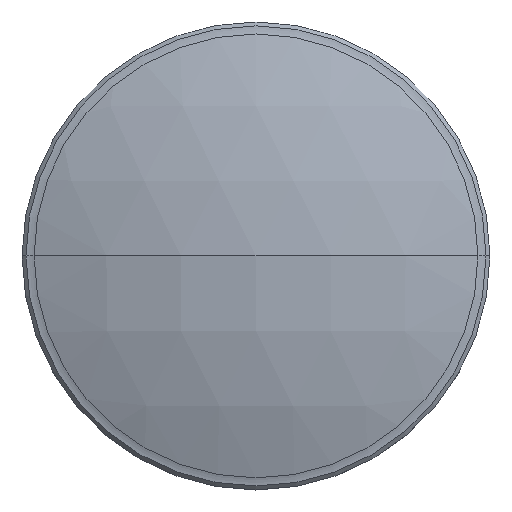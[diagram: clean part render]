
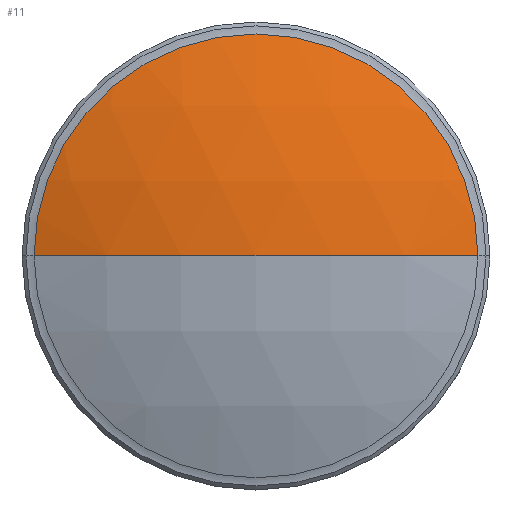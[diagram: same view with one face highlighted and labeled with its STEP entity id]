
A CAD part, top view. The second image highlights one B-rep face of the part: STEP entity #11.
In plain terms, the highlighted spherical face has radius 35.07 mm.
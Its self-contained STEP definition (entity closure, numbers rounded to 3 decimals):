
#11 = ADVANCED_FACE ( 'NONE', ( #316 ), #134, .T. ) ;
#12 = AXIS2_PLACEMENT_3D ( 'NONE', #272, #122, #242 ) ;
#17 = ORIENTED_EDGE ( 'NONE', *, *, #304, .T. ) ;
#21 = DIRECTION ( 'NONE',  ( 0., 1., 0. ) ) ;
#23 = CARTESIAN_POINT ( 'NONE',  ( 0., 0., -29.07 ) ) ;
#33 = DIRECTION ( 'NONE',  ( 0., 0., -1. ) ) ;
#59 = AXIS2_PLACEMENT_3D ( 'NONE', #23, #21, #260 ) ;
#81 = VERTEX_POINT ( 'NONE', #290 ) ;
#87 = AXIS2_PLACEMENT_3D ( 'NONE', #251, #306, #147 ) ;
#110 = VERTEX_POINT ( 'NONE', #125 ) ;
#122 = DIRECTION ( 'NONE',  ( 0., -1., 0. ) ) ;
#124 = EDGE_CURVE ( 'NONE', #307, #110, #157, .T. ) ;
#125 = CARTESIAN_POINT ( 'NONE',  ( -12.048, 0., 3.865 ) ) ;
#134 = SPHERICAL_SURFACE ( 'NONE', #59, 35.07 ) ;
#136 = AXIS2_PLACEMENT_3D ( 'NONE', #166, #33, #302 ) ;
#147 = DIRECTION ( 'NONE',  ( -1., 0., 0. ) ) ;
#157 = CIRCLE ( 'NONE', #12, 35.07 ) ;
#166 = CARTESIAN_POINT ( 'NONE',  ( 0., 0., 3.865 ) ) ;
#175 = CARTESIAN_POINT ( 'NONE',  ( 0., 0., 6. ) ) ;
#179 = EDGE_LOOP ( 'NONE', ( #199, #17, #315 ) ) ;
#199 = ORIENTED_EDGE ( 'NONE', *, *, #124, .F. ) ;
#242 = DIRECTION ( 'NONE',  ( 0., 0., -1. ) ) ;
#251 = CARTESIAN_POINT ( 'NONE',  ( 0., 0., -29.07 ) ) ;
#257 = EDGE_CURVE ( 'NONE', #110, #81, #279, .T. ) ;
#260 = DIRECTION ( 'NONE',  ( -1., 0., 0. ) ) ;
#272 = CARTESIAN_POINT ( 'NONE',  ( 0., 0., -29.07 ) ) ;
#279 = CIRCLE ( 'NONE', #136, 12.048 ) ;
#290 = CARTESIAN_POINT ( 'NONE',  ( 12.048, 0., 3.865 ) ) ;
#302 = DIRECTION ( 'NONE',  ( -1., 0., 0. ) ) ;
#304 = EDGE_CURVE ( 'NONE', #307, #81, #308, .T. ) ;
#306 = DIRECTION ( 'NONE',  ( 0., 1., 0. ) ) ;
#307 = VERTEX_POINT ( 'NONE', #175 ) ;
#308 = CIRCLE ( 'NONE', #87, 35.07 ) ;
#315 = ORIENTED_EDGE ( 'NONE', *, *, #257, .F. ) ;
#316 = FACE_OUTER_BOUND ( 'NONE', #179, .T. ) ;
